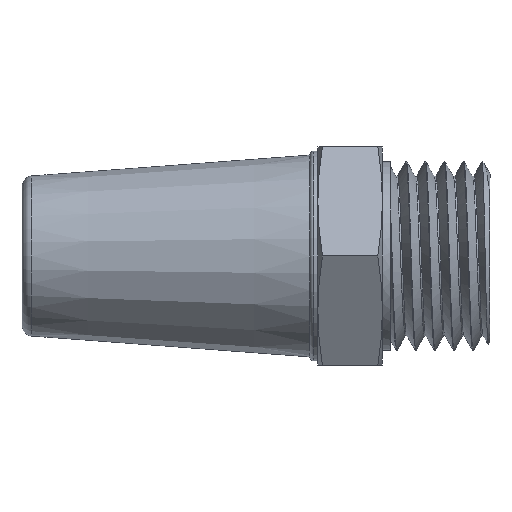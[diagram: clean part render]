
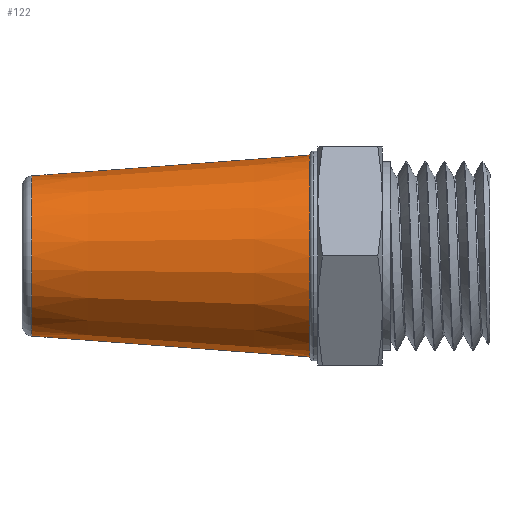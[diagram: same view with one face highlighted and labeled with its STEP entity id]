
A CAD part, left-side view. The second image highlights one B-rep face of the part: STEP entity #122.
In plain terms, the highlighted conical face has half-angle 4.276 degrees and reference radius 9.525 mm.
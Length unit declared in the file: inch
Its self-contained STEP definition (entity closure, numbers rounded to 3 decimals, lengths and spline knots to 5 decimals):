
#65 = DIRECTION ( 'NONE',  ( 0., -1., 0. ) ) ;
#91 = CONICAL_SURFACE ( 'NONE', #1650, 0.375, 0.075 ) ;
#122 = ADVANCED_FACE ( 'NONE', ( #2754 ), #91, .T. ) ;
#248 = CIRCLE ( 'NONE', #1784, 0.29777 ) ;
#335 = VECTOR ( 'NONE', #2441, 39.37008 ) ;
#362 = VERTEX_POINT ( 'NONE', #2693 ) ;
#397 = CARTESIAN_POINT ( 'NONE',  ( 0., 0.27, 0. ) ) ;
#493 = CARTESIAN_POINT ( 'NONE',  ( 0., 0.27, 0. ) ) ;
#711 = VERTEX_POINT ( 'NONE', #2840 ) ;
#751 = DIRECTION ( 'NONE',  ( 0., 0., -1. ) ) ;
#1070 = DIRECTION ( 'NONE',  ( 0., -1., 0. ) ) ;
#1072 = VERTEX_POINT ( 'NONE', #2149 ) ;
#1147 = EDGE_CURVE ( 'NONE', #1072, #362, #2812, .T. ) ;
#1177 = EDGE_LOOP ( 'NONE', ( #2679, #2686, #2172, #1218 ) ) ;
#1209 = CARTESIAN_POINT ( 'NONE',  ( 0., 1.30298, -0.29777 ) ) ;
#1218 = ORIENTED_EDGE ( 'NONE', *, *, #2952, .F. ) ;
#1305 = EDGE_CURVE ( 'NONE', #1072, #2931, #248, .T. ) ;
#1583 = AXIS2_PLACEMENT_3D ( 'NONE', #493, #2179, #751 ) ;
#1650 = AXIS2_PLACEMENT_3D ( 'NONE', #397, #65, #3046 ) ;
#1784 = AXIS2_PLACEMENT_3D ( 'NONE', #2504, #1070, #2740 ) ;
#1818 = LINE ( 'NONE', #1846, #2998 ) ;
#1846 = CARTESIAN_POINT ( 'NONE',  ( 0., 0.27, -0.375 ) ) ;
#2096 = DIRECTION ( 'NONE',  ( 0., -0.997, -0.075 ) ) ;
#2149 = CARTESIAN_POINT ( 'NONE',  ( 0., 1.30298, 0.29777 ) ) ;
#2172 = ORIENTED_EDGE ( 'NONE', *, *, #2748, .T. ) ;
#2179 = DIRECTION ( 'NONE',  ( 0., -1., 0. ) ) ;
#2441 = DIRECTION ( 'NONE',  ( 0., -0.997, 0.075 ) ) ;
#2504 = CARTESIAN_POINT ( 'NONE',  ( 0., 1.30298, 0. ) ) ;
#2679 = ORIENTED_EDGE ( 'NONE', *, *, #1147, .F. ) ;
#2686 = ORIENTED_EDGE ( 'NONE', *, *, #1305, .T. ) ;
#2693 = CARTESIAN_POINT ( 'NONE',  ( 0., 0.27, 0.375 ) ) ;
#2740 = DIRECTION ( 'NONE',  ( 0., 0., 1. ) ) ;
#2748 = EDGE_CURVE ( 'NONE', #2931, #711, #1818, .T. ) ;
#2754 = FACE_OUTER_BOUND ( 'NONE', #1177, .T. ) ;
#2781 = CIRCLE ( 'NONE', #1583, 0.375 ) ;
#2812 = LINE ( 'NONE', #2898, #335 ) ;
#2840 = CARTESIAN_POINT ( 'NONE',  ( 0., 0.27, -0.375 ) ) ;
#2898 = CARTESIAN_POINT ( 'NONE',  ( 0., 0.27, 0.375 ) ) ;
#2931 = VERTEX_POINT ( 'NONE', #1209 ) ;
#2952 = EDGE_CURVE ( 'NONE', #362, #711, #2781, .T. ) ;
#2998 = VECTOR ( 'NONE', #2096, 39.37008 ) ;
#3046 = DIRECTION ( 'NONE',  ( 0., 0., -1. ) ) ;
